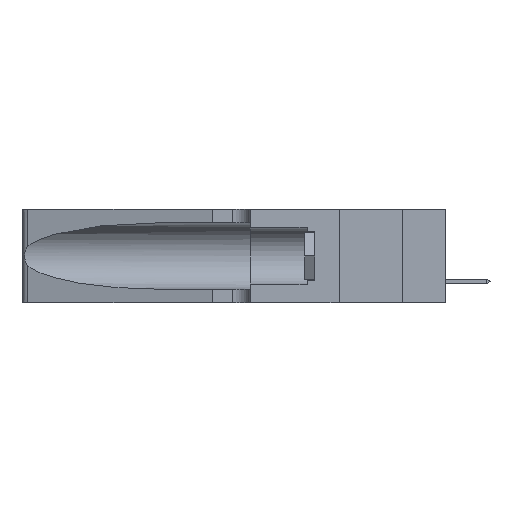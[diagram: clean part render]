
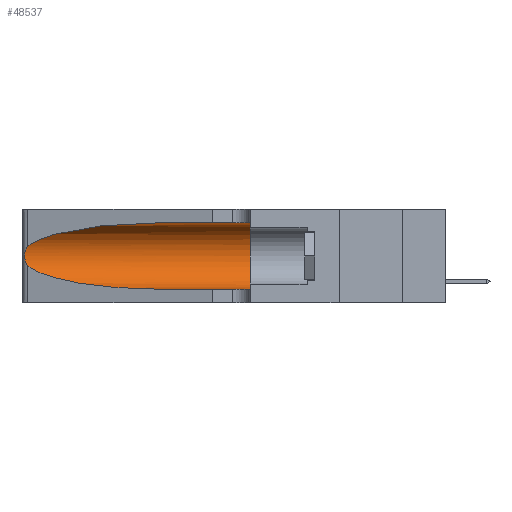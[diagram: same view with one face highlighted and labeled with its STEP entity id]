
A CAD part, left-side view. The second image highlights one B-rep face of the part: STEP entity #48537.
In plain terms, the highlighted cylindrical face has radius 3.308 mm (diameter 6.617 mm), a partial arc.
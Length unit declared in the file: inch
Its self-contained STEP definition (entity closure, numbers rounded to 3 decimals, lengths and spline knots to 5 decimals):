
#431 = DIRECTION ( 'NONE',  ( 0., 1., 0. ) ) ;
#1039 = CARTESIAN_POINT ( 'NONE',  ( 0.25787, 1.23484, 0.2124 ) ) ;
#2208 = CARTESIAN_POINT ( 'NONE',  ( 0.1305, 1.61858, 0.05475 ) ) ;
#2640 = EDGE_LOOP ( 'NONE', ( #27361, #23570, #51570, #51156, #9652, #11056 ) ) ;
#2929 = DIRECTION ( 'NONE',  ( 0., -1., 0. ) ) ;
#4089 = CARTESIAN_POINT ( 'NONE',  ( 0.2373, 1.15595, 0.28018 ) ) ;
#6291 = VERTEX_POINT ( 'NONE', #50300 ) ;
#6402 = CARTESIAN_POINT ( 'NONE',  ( 0.25555, 1.22994, 0.2215 ) ) ;
#8262 = CARTESIAN_POINT ( 'NONE',  ( 0.1305, 0.72297, 0.31525 ) ) ;
#9339 = CARTESIAN_POINT ( 'NONE',  ( 0.25487, 1.22718, 0.14631 ) ) ;
#9493 = CARTESIAN_POINT ( 'NONE',  ( 0.1305, 0.72297, 0.05475 ) ) ;
#9520 = CARTESIAN_POINT ( 'NONE',  ( 0.26017, 1.23833, 0.17102 ) ) ;
#9652 = ORIENTED_EDGE ( 'NONE', *, *, #42478, .F. ) ;
#10078 = FACE_OUTER_BOUND ( 'NONE', #2640, .T. ) ;
#11056 = ORIENTED_EDGE ( 'NONE', *, *, #11908, .F. ) ;
#11547 = CARTESIAN_POINT ( 'NONE',  ( 0.1305, 0.35, 0.31525 ) ) ;
#11580 = EDGE_CURVE ( 'NONE', #27332, #47724, #23544, .T. ) ;
#11908 = EDGE_CURVE ( 'NONE', #33362, #15108, #15416, .T. ) ;
#12292 = B_SPLINE_CURVE_WITH_KNOTS ( 'NONE', 3,
 ( #16524, #6402, #18246, #1039, #37163, #21352, #26251, #41369, #9520, #29016, #21188, #41190, #46452, #9339 ),
 .UNSPECIFIED., .F., .F.,
 ( 4, 2, 2, 2, 2, 2, 4 ),
 ( 0., 0.00027, 0.00053, 0.00107, 0.0016, 0.00187, 0.00214 ),
 .UNSPECIFIED. ) ;
#12571 = CARTESIAN_POINT ( 'NONE',  ( 0.25487, 1.22718, 0.14631 ) ) ;
#13899 =( BOUNDED_CURVE ( )  B_SPLINE_CURVE ( 3, ( #8262, #36259, #4089, #48486 ),
 .UNSPECIFIED., .F., .F. ) 
 B_SPLINE_CURVE_WITH_KNOTS ( ( 4, 4 ),
 ( 1.5708, 2.84003 ),
 .UNSPECIFIED. ) 
 CURVE ( )  GEOMETRIC_REPRESENTATION_ITEM ( )  RATIONAL_B_SPLINE_CURVE ( ( 1., 0.87, 0.87, 1. ) ) 
 REPRESENTATION_ITEM ( '' )  );
#15108 = VERTEX_POINT ( 'NONE', #11547 ) ;
#15416 = LINE ( 'NONE', #20115, #40472 ) ;
#16524 = CARTESIAN_POINT ( 'NONE',  ( 0.25487, 1.22718, 0.22369 ) ) ;
#16671 = CARTESIAN_POINT ( 'NONE',  ( 0.1305, 0.72297, 0.05475 ) ) ;
#18148 = DIRECTION ( 'NONE',  ( 0., -1., 0. ) ) ;
#18246 = CARTESIAN_POINT ( 'NONE',  ( 0.25639, 1.23184, 0.21858 ) ) ;
#20115 = CARTESIAN_POINT ( 'NONE',  ( 0.1305, 1.61858, 0.31525 ) ) ;
#21167 = CARTESIAN_POINT ( 'NONE',  ( 0.2373, 1.15595, 0.08982 ) ) ;
#21188 = CARTESIAN_POINT ( 'NONE',  ( 0.25789, 1.23486, 0.15765 ) ) ;
#21352 = CARTESIAN_POINT ( 'NONE',  ( 0.26018, 1.23835, 0.19895 ) ) ;
#22167 = DIRECTION ( 'NONE',  ( 0., 0., -1. ) ) ;
#23544 = LINE ( 'NONE', #2208, #24150 ) ;
#23570 = ORIENTED_EDGE ( 'NONE', *, *, #23972, .T. ) ;
#23972 = EDGE_CURVE ( 'NONE', #6291, #45637, #12292, .T. ) ;
#24150 = VECTOR ( 'NONE', #2929, 39.37008 ) ;
#24953 = CARTESIAN_POINT ( 'NONE',  ( 0.18966, 0.96281, 0.05475 ) ) ;
#25139 = CARTESIAN_POINT ( 'NONE',  ( 0.1305, 0.35, 0.05475 ) ) ;
#26251 = CARTESIAN_POINT ( 'NONE',  ( 0.26075, 1.23896, 0.19203 ) ) ;
#27332 = VERTEX_POINT ( 'NONE', #16671 ) ;
#27361 = ORIENTED_EDGE ( 'NONE', *, *, #51228, .T. ) ;
#27553 = CYLINDRICAL_SURFACE ( 'NONE', #32748, 0.13025 ) ;
#27930 = CARTESIAN_POINT ( 'NONE',  ( 0.1305, 0.35, 0.185 ) ) ;
#29016 = CARTESIAN_POINT ( 'NONE',  ( 0.25856, 1.23593, 0.16098 ) ) ;
#32324 = CARTESIAN_POINT ( 'NONE',  ( 0.1305, 0.72297, 0.31525 ) ) ;
#32480 =( BOUNDED_CURVE ( )  B_SPLINE_CURVE ( 3, ( #45529, #21167, #24953, #9493 ),
 .UNSPECIFIED., .F., .F. ) 
 B_SPLINE_CURVE_WITH_KNOTS ( ( 4, 4 ),
 ( 3.44316, 4.71239 ),
 .UNSPECIFIED. ) 
 CURVE ( )  GEOMETRIC_REPRESENTATION_ITEM ( )  RATIONAL_B_SPLINE_CURVE ( ( 1., 0.87, 0.87, 1. ) ) 
 REPRESENTATION_ITEM ( '' )  );
#32748 = AXIS2_PLACEMENT_3D ( 'NONE', #50798, #18148, #22167 ) ;
#33037 = DIRECTION ( 'NONE',  ( 0., -1., 0. ) ) ;
#33362 = VERTEX_POINT ( 'NONE', #32324 ) ;
#35241 = EDGE_CURVE ( 'NONE', #45637, #27332, #32480, .T. ) ;
#36259 = CARTESIAN_POINT ( 'NONE',  ( 0.18966, 0.96281, 0.31525 ) ) ;
#37163 = CARTESIAN_POINT ( 'NONE',  ( 0.25854, 1.2359, 0.20912 ) ) ;
#40472 = VECTOR ( 'NONE', #33037, 39.37008 ) ;
#40998 = AXIS2_PLACEMENT_3D ( 'NONE', #27930, #431, #44133 ) ;
#41190 = CARTESIAN_POINT ( 'NONE',  ( 0.25639, 1.23186, 0.15144 ) ) ;
#41369 = CARTESIAN_POINT ( 'NONE',  ( 0.26075, 1.23896, 0.178 ) ) ;
#41840 = CIRCLE ( 'NONE', #40998, 0.13025 ) ;
#42478 = EDGE_CURVE ( 'NONE', #15108, #47724, #41840, .T. ) ;
#44133 = DIRECTION ( 'NONE',  ( 0., 0., 1. ) ) ;
#45529 = CARTESIAN_POINT ( 'NONE',  ( 0.25487, 1.22718, 0.14631 ) ) ;
#45637 = VERTEX_POINT ( 'NONE', #12571 ) ;
#46452 = CARTESIAN_POINT ( 'NONE',  ( 0.25555, 1.22993, 0.14849 ) ) ;
#47724 = VERTEX_POINT ( 'NONE', #25139 ) ;
#48486 = CARTESIAN_POINT ( 'NONE',  ( 0.25487, 1.22718, 0.22369 ) ) ;
#48537 = ADVANCED_FACE ( 'NONE', ( #10078 ), #27553, .F. ) ;
#50300 = CARTESIAN_POINT ( 'NONE',  ( 0.25487, 1.22718, 0.22369 ) ) ;
#50798 = CARTESIAN_POINT ( 'NONE',  ( 0.1305, 1.61858, 0.185 ) ) ;
#51156 = ORIENTED_EDGE ( 'NONE', *, *, #11580, .T. ) ;
#51228 = EDGE_CURVE ( 'NONE', #33362, #6291, #13899, .T. ) ;
#51570 = ORIENTED_EDGE ( 'NONE', *, *, #35241, .T. ) ;
